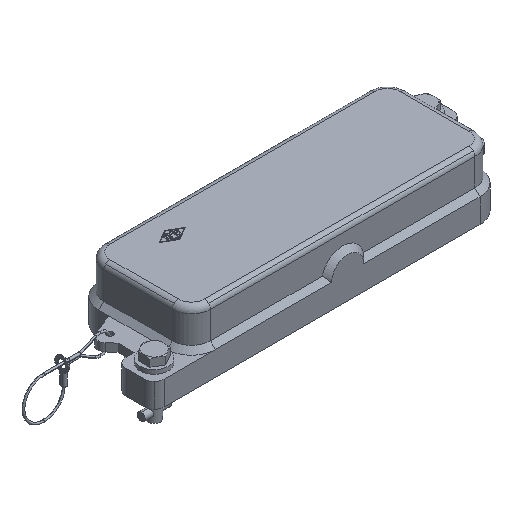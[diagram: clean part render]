
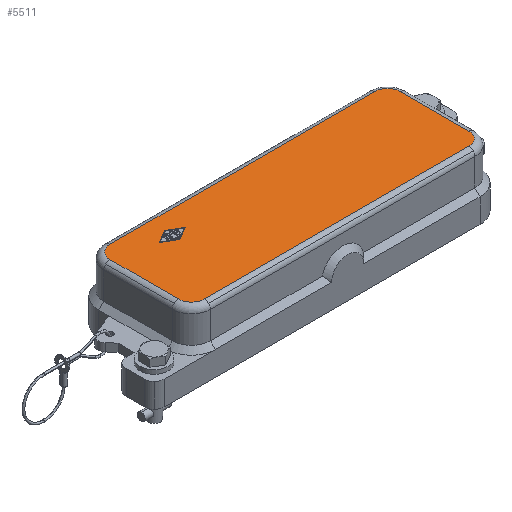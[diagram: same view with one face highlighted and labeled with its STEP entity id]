
A CAD part, isometric view. The second image highlights one B-rep face of the part: STEP entity #5511.
In plain terms, the highlighted planar face has unit normal (0, 0, 1).
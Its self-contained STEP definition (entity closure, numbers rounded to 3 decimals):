
#1923=CARTESIAN_POINT('',(-65.75,23.5,31.));
#1924=VERTEX_POINT('',#1923);
#1932=CARTESIAN_POINT('',(65.75,23.5,31.));
#1933=VERTEX_POINT('',#1932);
#1934=CARTESIAN_POINT('',(-65.75,23.5,31.));
#1935=DIRECTION('',(1.0,0.0,0.0));
#1936=VECTOR('',#1935,131.5);
#1937=LINE('',#1934,#1936);
#1938=EDGE_CURVE('',#1924,#1933,#1937,.T.);
#1965=CARTESIAN_POINT('',(-72.25,-17.,31.));
#1966=VERTEX_POINT('',#1965);
#1974=CARTESIAN_POINT('',(-72.25,17.,31.));
#1975=VERTEX_POINT('',#1974);
#1976=CARTESIAN_POINT('',(-72.25,-17.,31.));
#1977=DIRECTION('',(0.0,1.0,0.0));
#1978=VECTOR('',#1977,34.);
#1979=LINE('',#1976,#1978);
#1980=EDGE_CURVE('',#1966,#1975,#1979,.T.);
#2007=CARTESIAN_POINT('',(72.25,17.,31.));
#2008=VERTEX_POINT('',#2007);
#2016=CARTESIAN_POINT('',(72.25,-17.,31.));
#2017=VERTEX_POINT('',#2016);
#2018=CARTESIAN_POINT('',(72.25,17.,31.));
#2019=DIRECTION('',(0.0,-1.0,0.0));
#2020=VECTOR('',#2019,34.);
#2021=LINE('',#2018,#2020);
#2022=EDGE_CURVE('',#2008,#2017,#2021,.T.);
#2049=CARTESIAN_POINT('',(65.75,-23.5,31.));
#2050=VERTEX_POINT('',#2049);
#2058=CARTESIAN_POINT('',(-65.75,-23.5,31.));
#2059=VERTEX_POINT('',#2058);
#2060=CARTESIAN_POINT('',(65.75,-23.5,31.));
#2061=DIRECTION('',(-1.0,0.0,0.0));
#2062=VECTOR('',#2061,131.5);
#2063=LINE('',#2060,#2062);
#2064=EDGE_CURVE('',#2050,#2059,#2063,.T.);
#4701=CARTESIAN_POINT('',(-39.75,12.,31.0));
#4702=VERTEX_POINT('',#4701);
#4709=CARTESIAN_POINT('',(-46.25,15.749,31.0));
#4710=VERTEX_POINT('',#4709);
#4711=CARTESIAN_POINT('',(-46.25,15.749,31.0));
#4712=DIRECTION('',(0.866,-0.5,0.0));
#4713=VECTOR('',#4712,7.504);
#4714=LINE('',#4711,#4713);
#4715=EDGE_CURVE('',#4710,#4702,#4714,.T.);
#4739=CARTESIAN_POINT('',(-46.25,8.251,31.0));
#4740=VERTEX_POINT('',#4739);
#4747=CARTESIAN_POINT('',(-39.75,12.,31.0));
#4748=DIRECTION('',(-0.866,-0.5,0.0));
#4749=VECTOR('',#4748,7.504);
#4750=LINE('',#4747,#4749);
#4751=EDGE_CURVE('',#4702,#4740,#4750,.T.);
#4770=CARTESIAN_POINT('',(-52.75,12.,31.0));
#4771=VERTEX_POINT('',#4770);
#4778=CARTESIAN_POINT('',(-46.25,8.251,31.0));
#4779=DIRECTION('',(-0.866,0.5,0.0));
#4780=VECTOR('',#4779,7.504);
#4781=LINE('',#4778,#4780);
#4782=EDGE_CURVE('',#4740,#4771,#4781,.T.);
#4800=CARTESIAN_POINT('',(-52.75,12.,31.0));
#4801=DIRECTION('',(0.866,0.5,0.0));
#4802=VECTOR('',#4801,7.504);
#4803=LINE('',#4800,#4802);
#4804=EDGE_CURVE('',#4771,#4710,#4803,.T.);
#5466=CARTESIAN_POINT('',(0.,0.,31.));
#5467=DIRECTION('',(0.0,0.0,1.0));
#5468=DIRECTION('',(1.0,0.0,0.0));
#5469=AXIS2_PLACEMENT_3D('',#5466,#5467,#5468);
#5470=PLANE('',#5469);
#5471=ORIENTED_EDGE('',*,*,#2064,.F.);
#5472=CARTESIAN_POINT('',(65.75,-17.,31.));
#5473=DIRECTION('',(0.,0.,-1.));
#5474=DIRECTION('',(0.707,-0.707,0.));
#5475=AXIS2_PLACEMENT_3D('',#5472,#5473,#5474);
#5476=CIRCLE('',#5475,6.5);
#5477=EDGE_CURVE('',#2017,#2050,#5476,.T.);
#5478=ORIENTED_EDGE('',*,*,#5477,.F.);
#5479=ORIENTED_EDGE('',*,*,#2022,.F.);
#5480=CARTESIAN_POINT('',(65.75,17.,31.));
#5481=DIRECTION('',(0.,0.,-1.));
#5482=DIRECTION('',(0.707,0.707,0.));
#5483=AXIS2_PLACEMENT_3D('',#5480,#5481,#5482);
#5484=CIRCLE('',#5483,6.5);
#5485=EDGE_CURVE('',#1933,#2008,#5484,.T.);
#5486=ORIENTED_EDGE('',*,*,#5485,.F.);
#5487=ORIENTED_EDGE('',*,*,#1938,.F.);
#5488=CARTESIAN_POINT('',(-65.75,17.,31.));
#5489=DIRECTION('',(0.,0.,-1.0));
#5490=DIRECTION('',(-0.707,0.707,0.));
#5491=AXIS2_PLACEMENT_3D('',#5488,#5489,#5490);
#5492=CIRCLE('',#5491,6.5);
#5493=EDGE_CURVE('',#1975,#1924,#5492,.T.);
#5494=ORIENTED_EDGE('',*,*,#5493,.F.);
#5495=ORIENTED_EDGE('',*,*,#1980,.F.);
#5496=CARTESIAN_POINT('',(-65.75,-17.,31.));
#5497=DIRECTION('',(0.,0.,-1.));
#5498=DIRECTION('',(-0.707,-0.707,0.));
#5499=AXIS2_PLACEMENT_3D('',#5496,#5497,#5498);
#5500=CIRCLE('',#5499,6.5);
#5501=EDGE_CURVE('',#2059,#1966,#5500,.T.);
#5502=ORIENTED_EDGE('',*,*,#5501,.F.);
#5503=EDGE_LOOP('',(#5471,#5478,#5479,#5486,#5487,#5494,#5495,#5502));
#5504=FACE_OUTER_BOUND('',#5503,.T.);
#5505=ORIENTED_EDGE('',*,*,#4715,.T.);
#5506=ORIENTED_EDGE('',*,*,#4751,.T.);
#5507=ORIENTED_EDGE('',*,*,#4782,.T.);
#5508=ORIENTED_EDGE('',*,*,#4804,.T.);
#5509=EDGE_LOOP('',(#5505,#5506,#5507,#5508));
#5510=FACE_BOUND('',#5509,.T.);
#5511=ADVANCED_FACE('',(#5504,#5510),#5470,.T.);
